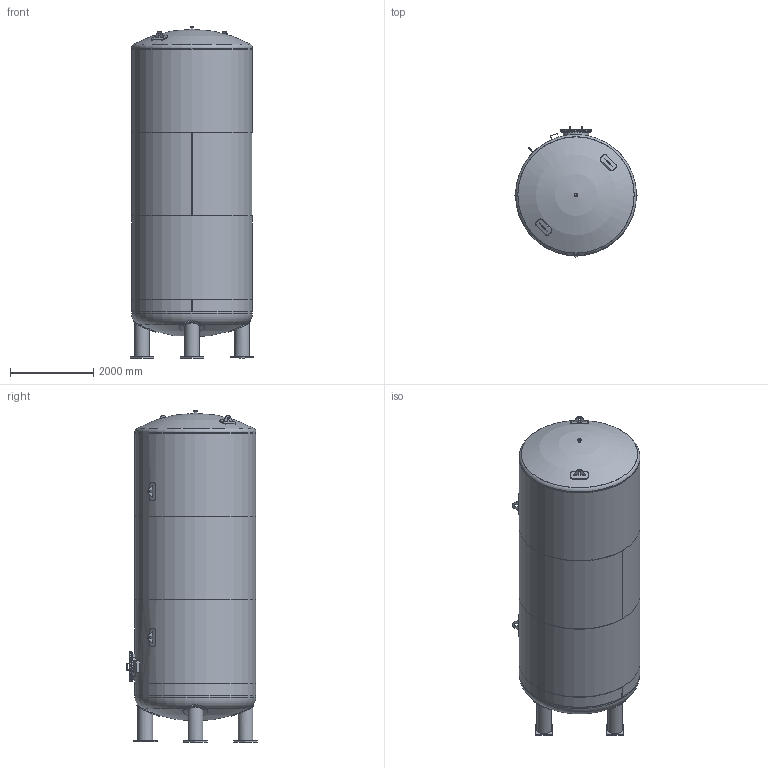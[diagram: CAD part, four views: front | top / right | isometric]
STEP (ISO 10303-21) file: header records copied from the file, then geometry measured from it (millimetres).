
FILE_DESCRIPTION((''),'2;1');
FILE_NAME('Behälter_Z-38_11-241_2900_045.stp','2013-01-31T12:51:06',('k�'),(''),'Autodesk Inventor 2012','Autodesk Inventor 2012','');
FILE_SCHEMA(('AUTOMOTIVE_DESIGN { 1 0 10303 214 1 1 1 1 }'));
Length unit declared in the file: millimetre
Products named in the file (1): Behälter_Z-38_11-241_2900_045_KV
Bounding box: 2965.69 x 3129.84 x 7957.07 mm (x, y, z)
Volume: 3166873764.3 mm3; surface area: 157571765.5 mm2
Topology: 9 solids, 9 shells, 1130 faces, 2631 edges, 1653 vertices
Faces by surface type: plane 636, cone 288, cylinder 166, sphere 20, torus 20
Full cylindrical faces by diameter (mm): 16 x70, 22.5 x32, 60.3 x2, 66.3 x1, 82.3 x1, 230 x4, 336.6 x4, 355.6 x4, 598 x2, 600 x4, 610 x2, 660 x1, 720 x2, 2880 x1, 2886 x1, 2888 x3, 2900 x6
Entity records: 33690 total; most frequent: CARTESIAN_POINT 9885, ORIENTED_EDGE 4688, DIRECTION 4400, EDGE_CURVE 2344, AXIS2_PLACEMENT_3D 1777, VERTEX_POINT 1598, EDGE_LOOP 1584, FACE_OUTER_BOUND 1130
